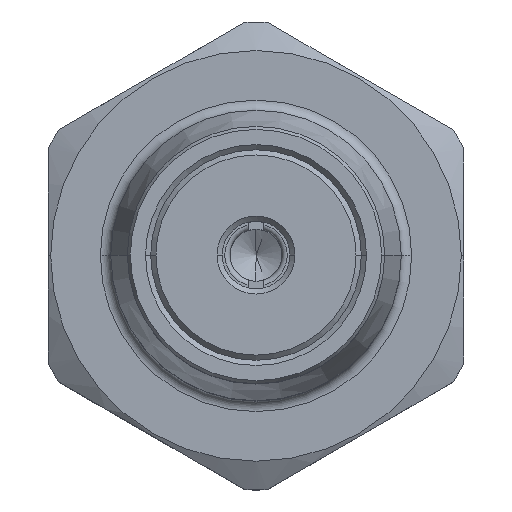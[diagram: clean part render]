
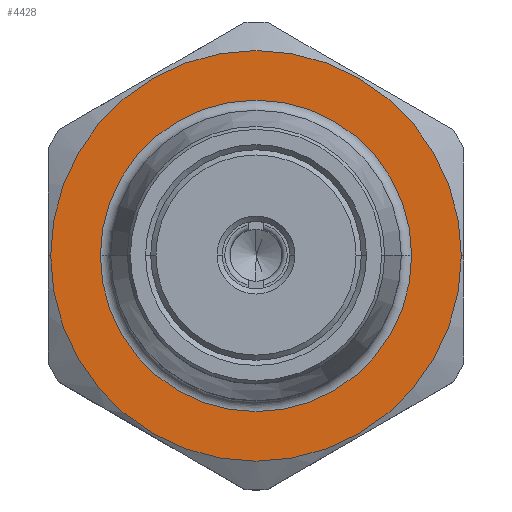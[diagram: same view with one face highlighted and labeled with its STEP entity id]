
A CAD part, top view. The second image highlights one B-rep face of the part: STEP entity #4428.
In plain terms, the highlighted planar face has unit normal (0, 0, 1).
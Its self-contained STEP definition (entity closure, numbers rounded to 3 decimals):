
#36 = ORIENTED_EDGE ( 'NONE', *, *, #4383, .T. ) ;
#84 = CIRCLE ( 'NONE', #712, 2.995 ) ;
#167 = CARTESIAN_POINT ( 'NONE',  ( 0., 0., -9.2 ) ) ;
#513 = CARTESIAN_POINT ( 'NONE',  ( 3.95, 0., -9.2 ) ) ;
#543 = CARTESIAN_POINT ( 'NONE',  ( 0., 3.95, -9.2 ) ) ;
#601 = DIRECTION ( 'NONE',  ( -1., 0., 0. ) ) ;
#712 = AXIS2_PLACEMENT_3D ( 'NONE', #1785, #4739, #2197 ) ;
#946 = PLANE ( 'NONE',  #3019 ) ;
#961 = DIRECTION ( 'NONE',  ( -1., 0., 0. ) ) ;
#1044 = VERTEX_POINT ( 'NONE', #1482 ) ;
#1102 = CARTESIAN_POINT ( 'NONE',  ( 0., 0., -9.2 ) ) ;
#1124 = CARTESIAN_POINT ( 'NONE',  ( -3.95, 0., -9.2 ) ) ;
#1205 = DIRECTION ( 'NONE',  ( 0., 0., 1. ) ) ;
#1373 = EDGE_CURVE ( 'NONE', #1044, #4407, #2330, .T. ) ;
#1433 = EDGE_LOOP ( 'NONE', ( #5103, #3108 ) ) ;
#1482 = CARTESIAN_POINT ( 'NONE',  ( 2.995, 0., -9.2 ) ) ;
#1549 = DIRECTION ( 'NONE',  ( 1., 0., 0. ) ) ;
#1653 = EDGE_LOOP ( 'NONE', ( #36, #3259 ) ) ;
#1785 = CARTESIAN_POINT ( 'NONE',  ( 0., 0., -9.2 ) ) ;
#2197 = DIRECTION ( 'NONE',  ( -1., 0., 0. ) ) ;
#2219 = FACE_BOUND ( 'NONE', #1653, .T. ) ;
#2330 = CIRCLE ( 'NONE', #5369, 2.995 ) ;
#2377 = AXIS2_PLACEMENT_3D ( 'NONE', #3794, #1205, #4200 ) ;
#2581 = CIRCLE ( 'NONE', #2377, 3.95 ) ;
#3019 = AXIS2_PLACEMENT_3D ( 'NONE', #543, #3518, #961 ) ;
#3108 = ORIENTED_EDGE ( 'NONE', *, *, #3353, .T. ) ;
#3155 = DIRECTION ( 'NONE',  ( 0., 0., -1. ) ) ;
#3259 = ORIENTED_EDGE ( 'NONE', *, *, #1373, .T. ) ;
#3353 = EDGE_CURVE ( 'NONE', #3631, #5256, #2581, .T. ) ;
#3477 = CARTESIAN_POINT ( 'NONE',  ( -2.995, 0., -9.2 ) ) ;
#3497 = FACE_OUTER_BOUND ( 'NONE', #1433, .T. ) ;
#3518 = DIRECTION ( 'NONE',  ( 0., 0., -1. ) ) ;
#3631 = VERTEX_POINT ( 'NONE', #513 ) ;
#3635 = CIRCLE ( 'NONE', #4270, 3.95 ) ;
#3794 = CARTESIAN_POINT ( 'NONE',  ( 0., 0., -9.2 ) ) ;
#4107 = DIRECTION ( 'NONE',  ( 0., 0., 1. ) ) ;
#4200 = DIRECTION ( 'NONE',  ( 1., 0., 0. ) ) ;
#4270 = AXIS2_PLACEMENT_3D ( 'NONE', #1102, #4107, #1549 ) ;
#4383 = EDGE_CURVE ( 'NONE', #4407, #1044, #84, .T. ) ;
#4407 = VERTEX_POINT ( 'NONE', #3477 ) ;
#4428 = ADVANCED_FACE ( 'NONE', ( #2219, #3497 ), #946, .F. ) ;
#4739 = DIRECTION ( 'NONE',  ( 0., 0., -1. ) ) ;
#5103 = ORIENTED_EDGE ( 'NONE', *, *, #5167, .T. ) ;
#5167 = EDGE_CURVE ( 'NONE', #5256, #3631, #3635, .T. ) ;
#5256 = VERTEX_POINT ( 'NONE', #1124 ) ;
#5369 = AXIS2_PLACEMENT_3D ( 'NONE', #167, #3155, #601 ) ;
